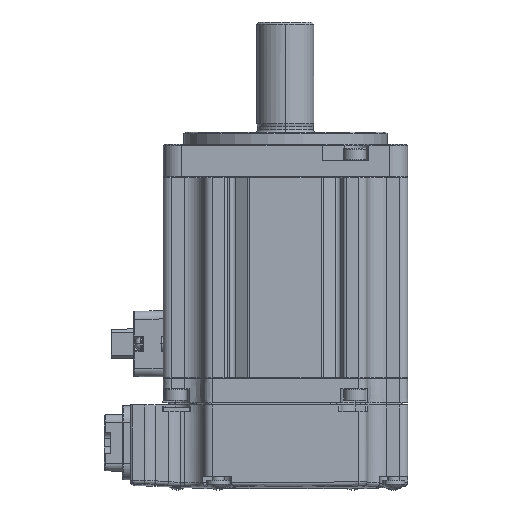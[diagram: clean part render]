
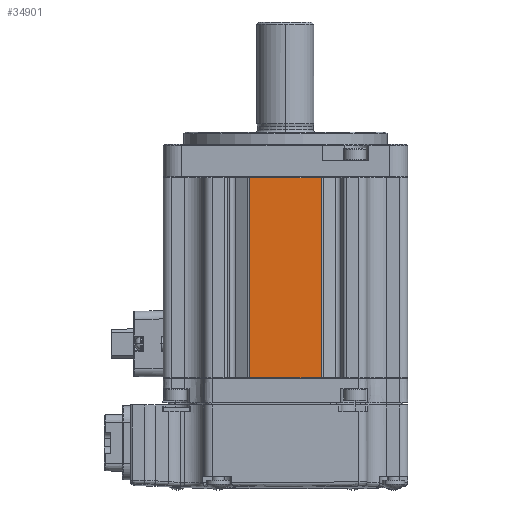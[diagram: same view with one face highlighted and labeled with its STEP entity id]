
A CAD part, front view. The second image highlights one B-rep face of the part: STEP entity #34901.
In plain terms, the highlighted planar face has unit normal (0, -1, 0).
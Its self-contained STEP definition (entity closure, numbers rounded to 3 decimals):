
#1325 = DIRECTION ( 'NONE',  ( 0., 0., -1. ) ) ;
#3841 = EDGE_CURVE ( 'NONE', #31389, #45287, #12671, .T. ) ;
#7823 = CARTESIAN_POINT ( 'NONE',  ( 25.374, -47.559, -86.704 ) ) ;
#12671 = LINE ( 'NONE', #14066, #32003 ) ;
#14066 = CARTESIAN_POINT ( 'NONE',  ( 7.87, -47.559, -87.654 ) ) ;
#15617 = CARTESIAN_POINT ( 'NONE',  ( 25.374, -47.559, -86.704 ) ) ;
#22538 = PLANE ( 'NONE',  #60917 ) ;
#24377 = FACE_OUTER_BOUND ( 'NONE', #93082, .T. ) ;
#25243 = CARTESIAN_POINT ( 'NONE',  ( 7.87, -47.559, -37.604 ) ) ;
#27580 = EDGE_CURVE ( 'NONE', #35139, #31389, #55251, .T. ) ;
#27883 = ORIENTED_EDGE ( 'NONE', *, *, #35181, .T. ) ;
#28165 = ORIENTED_EDGE ( 'NONE', *, *, #3841, .T. ) ;
#29612 = DIRECTION ( 'NONE',  ( 0., 1., 0. ) ) ;
#31389 = VERTEX_POINT ( 'NONE', #25243 ) ;
#32003 = VECTOR ( 'NONE', #42784, 1000. ) ;
#34901 = ADVANCED_FACE ( 'NONE', ( #24377 ), #22538, .F. ) ;
#35139 = VERTEX_POINT ( 'NONE', #77504 ) ;
#35181 = EDGE_CURVE ( 'NONE', #45287, #87618, #79377, .T. ) ;
#37045 = DIRECTION ( 'NONE',  ( 1., 0., 0. ) ) ;
#40214 = ORIENTED_EDGE ( 'NONE', *, *, #27580, .T. ) ;
#42784 = DIRECTION ( 'NONE',  ( 0., 0., -1. ) ) ;
#43958 = DIRECTION ( 'NONE',  ( 0., 0., 1. ) ) ;
#45287 = VERTEX_POINT ( 'NONE', #73145 ) ;
#52891 = VECTOR ( 'NONE', #43958, 1000. ) ;
#53260 = VECTOR ( 'NONE', #37045, 1000. ) ;
#55251 = LINE ( 'NONE', #56208, #91770 ) ;
#56208 = CARTESIAN_POINT ( 'NONE',  ( 36.622, -47.559, -37.604 ) ) ;
#60535 = ORIENTED_EDGE ( 'NONE', *, *, #77826, .T. ) ;
#60917 = AXIS2_PLACEMENT_3D ( 'NONE', #79930, #29612, #1325 ) ;
#65125 = LINE ( 'NONE', #80183, #52891 ) ;
#73145 = CARTESIAN_POINT ( 'NONE',  ( 7.87, -47.559, -86.704 ) ) ;
#77504 = CARTESIAN_POINT ( 'NONE',  ( 25.374, -47.559, -37.604 ) ) ;
#77826 = EDGE_CURVE ( 'NONE', #87618, #35139, #65125, .T. ) ;
#79377 = LINE ( 'NONE', #7823, #53260 ) ;
#79930 = CARTESIAN_POINT ( 'NONE',  ( 36.622, -47.559, -87.654 ) ) ;
#80183 = CARTESIAN_POINT ( 'NONE',  ( 25.374, -47.559, -87.654 ) ) ;
#83943 = DIRECTION ( 'NONE',  ( -1., 0., 0. ) ) ;
#87618 = VERTEX_POINT ( 'NONE', #15617 ) ;
#91770 = VECTOR ( 'NONE', #83943, 1000. ) ;
#93082 = EDGE_LOOP ( 'NONE', ( #60535, #40214, #28165, #27883 ) ) ;
